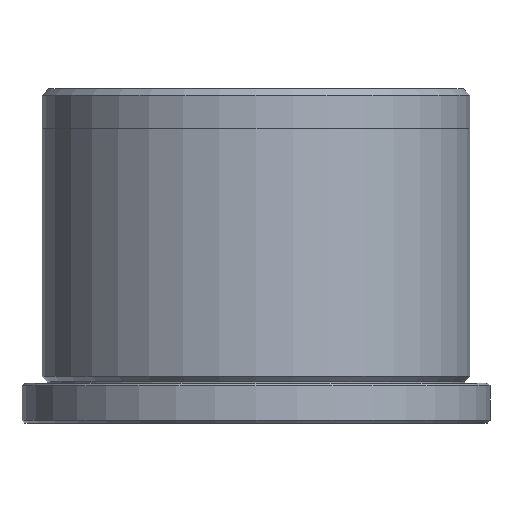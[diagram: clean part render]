
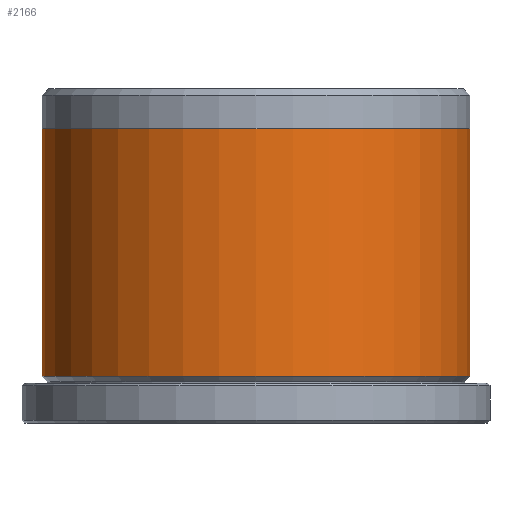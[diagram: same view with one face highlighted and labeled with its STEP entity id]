
A CAD part, front view. The second image highlights one B-rep face of the part: STEP entity #2166.
In plain terms, the highlighted cylindrical face has radius 16 mm (diameter 32 mm), a partial arc.
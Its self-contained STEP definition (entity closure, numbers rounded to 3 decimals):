
#189 = VERTEX_POINT ( 'NONE', #343 ) ;
#300 = VERTEX_POINT ( 'NONE', #2915 ) ;
#343 = CARTESIAN_POINT ( 'NONE',  ( -16., 0., 22. ) ) ;
#434 = AXIS2_PLACEMENT_3D ( 'NONE', #2758, #2750, #2592 ) ;
#445 = EDGE_CURVE ( 'NONE', #639, #300, #2711, .T. ) ;
#468 = DIRECTION ( 'NONE',  ( 0., 0., -1. ) ) ;
#509 = EDGE_LOOP ( 'NONE', ( #1448, #1925, #1608, #2637 ) ) ;
#634 = EDGE_CURVE ( 'NONE', #189, #300, #1196, .T. ) ;
#639 = VERTEX_POINT ( 'NONE', #2290 ) ;
#663 = DIRECTION ( 'NONE',  ( -1., 0., 0. ) ) ;
#669 = FACE_OUTER_BOUND ( 'NONE', #509, .T. ) ;
#748 = CIRCLE ( 'NONE', #1324, 16. ) ;
#774 = EDGE_CURVE ( 'NONE', #1581, #639, #2679, .T. ) ;
#872 = CARTESIAN_POINT ( 'NONE',  ( 16., 0., 22. ) ) ;
#924 = EDGE_CURVE ( 'NONE', #189, #1581, #748, .T. ) ;
#977 = VECTOR ( 'NONE', #2110, 1000. ) ;
#1099 = DIRECTION ( 'NONE',  ( 1., 0., 0. ) ) ;
#1196 = LINE ( 'NONE', #2089, #2244 ) ;
#1221 = CYLINDRICAL_SURFACE ( 'NONE', #1693, 16. ) ;
#1324 = AXIS2_PLACEMENT_3D ( 'NONE', #1798, #1329, #1099 ) ;
#1329 = DIRECTION ( 'NONE',  ( 0., 0., 1. ) ) ;
#1365 = CARTESIAN_POINT ( 'NONE',  ( 0., 0., 25. ) ) ;
#1448 = ORIENTED_EDGE ( 'NONE', *, *, #774, .F. ) ;
#1581 = VERTEX_POINT ( 'NONE', #872 ) ;
#1608 = ORIENTED_EDGE ( 'NONE', *, *, #634, .T. ) ;
#1693 = AXIS2_PLACEMENT_3D ( 'NONE', #1365, #2027, #663 ) ;
#1798 = CARTESIAN_POINT ( 'NONE',  ( 0., 0., 22. ) ) ;
#1925 = ORIENTED_EDGE ( 'NONE', *, *, #924, .F. ) ;
#2027 = DIRECTION ( 'NONE',  ( 0., 0., -1. ) ) ;
#2089 = CARTESIAN_POINT ( 'NONE',  ( -16., 0., 25. ) ) ;
#2096 = CARTESIAN_POINT ( 'NONE',  ( 16., 0., 25. ) ) ;
#2110 = DIRECTION ( 'NONE',  ( 0., 0., -1. ) ) ;
#2166 = ADVANCED_FACE ( 'NONE', ( #669 ), #1221, .T. ) ;
#2244 = VECTOR ( 'NONE', #468, 1000. ) ;
#2290 = CARTESIAN_POINT ( 'NONE',  ( 16., 0., 3.5 ) ) ;
#2592 = DIRECTION ( 'NONE',  ( -1., 0., 0. ) ) ;
#2637 = ORIENTED_EDGE ( 'NONE', *, *, #445, .F. ) ;
#2679 = LINE ( 'NONE', #2096, #977 ) ;
#2711 = CIRCLE ( 'NONE', #434, 16. ) ;
#2750 = DIRECTION ( 'NONE',  ( 0., 0., -1. ) ) ;
#2758 = CARTESIAN_POINT ( 'NONE',  ( 0., 0., 3.5 ) ) ;
#2915 = CARTESIAN_POINT ( 'NONE',  ( -16., 0., 3.5 ) ) ;
